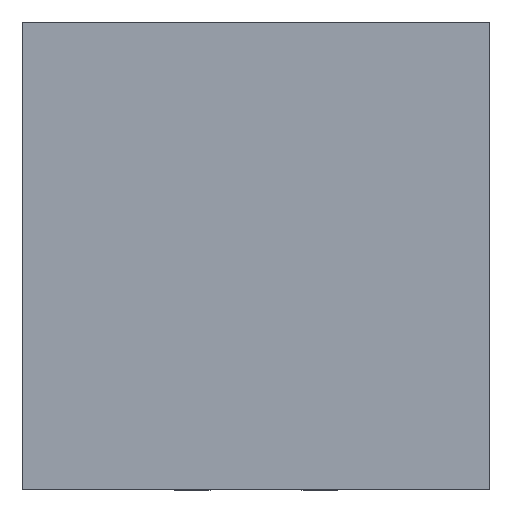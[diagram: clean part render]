
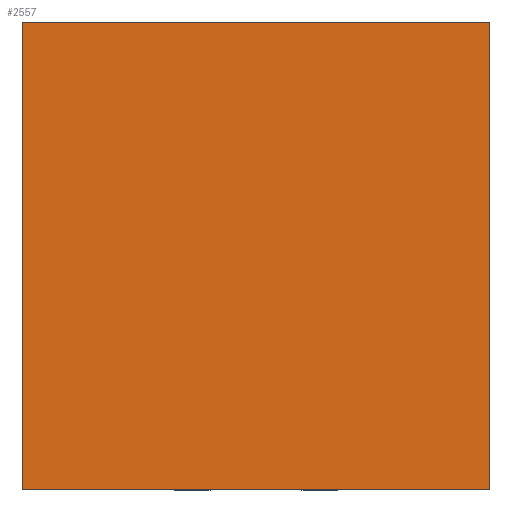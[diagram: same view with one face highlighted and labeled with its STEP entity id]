
A CAD part, top view. The second image highlights one B-rep face of the part: STEP entity #2557.
In plain terms, the highlighted face is planar.
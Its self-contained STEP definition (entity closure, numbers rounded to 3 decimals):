
#883=DIRECTION('',(0.,0.,1.));
#884=VECTOR('',#883,3.);
#885=CARTESIAN_POINT('',(-1.5,0.95,-1.5));
#886=LINE('',#885,#884);
#890=DIRECTION('',(-1.,0.,0.));
#891=VECTOR('',#890,3.);
#892=CARTESIAN_POINT('',(1.5,0.95,-1.5));
#893=LINE('',#892,#891);
#897=DIRECTION('',(0.,0.,-1.));
#898=VECTOR('',#897,3.);
#899=CARTESIAN_POINT('',(1.5,0.95,1.5));
#900=LINE('',#899,#898);
#904=DIRECTION('',(1.,0.,0.));
#905=VECTOR('',#904,3.);
#906=CARTESIAN_POINT('',(-1.5,0.95,1.5));
#907=LINE('',#906,#905);
#1860=CARTESIAN_POINT('',(-1.5,0.95,-1.5));
#1861=CARTESIAN_POINT('',(-1.5,0.95,1.5));
#1862=VERTEX_POINT('',#1860);
#1863=VERTEX_POINT('',#1861);
#1864=CARTESIAN_POINT('',(1.5,0.95,1.5));
#1865=VERTEX_POINT('',#1864);
#1866=CARTESIAN_POINT('',(1.5,0.95,-1.5));
#1867=VERTEX_POINT('',#1866);
#2546=CARTESIAN_POINT('',(0.,0.95,0.));
#2547=DIRECTION('',(0.,1.,0.));
#2548=DIRECTION('',(1.,0.,0.));
#2549=AXIS2_PLACEMENT_3D('',#2546,#2547,#2548);
#2550=PLANE('',#2549);
#2551=ORIENTED_EDGE('',*,*,#2360,.F.);
#2552=ORIENTED_EDGE('',*,*,#2410,.F.);
#2553=ORIENTED_EDGE('',*,*,#2458,.F.);
#2554=ORIENTED_EDGE('',*,*,#2506,.F.);
#2555=EDGE_LOOP('',(#2551,#2552,#2553,#2554));
#2556=FACE_OUTER_BOUND('',#2555,.F.);
#2360=EDGE_CURVE('',#1862,#1863,#886,.T.);
#2410=EDGE_CURVE('',#1867,#1862,#893,.T.);
#2458=EDGE_CURVE('',#1865,#1867,#900,.T.);
#2506=EDGE_CURVE('',#1863,#1865,#907,.T.);
#2557=ADVANCED_FACE('',(#2556),#2550,.T.);
